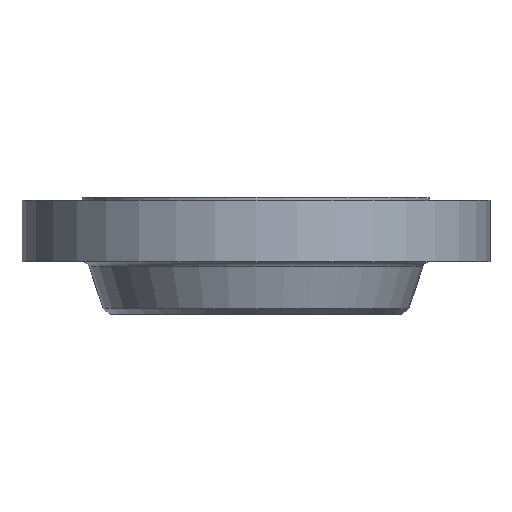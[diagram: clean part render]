
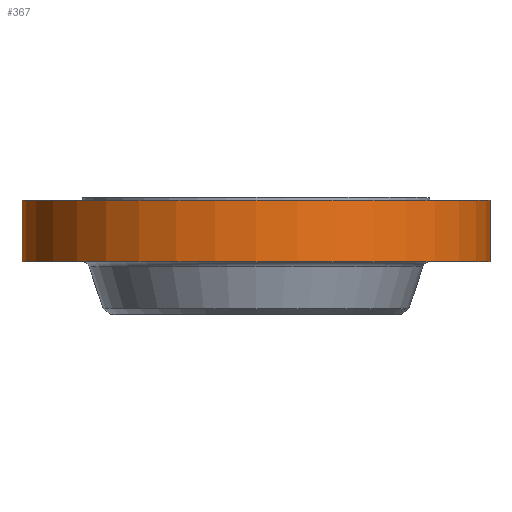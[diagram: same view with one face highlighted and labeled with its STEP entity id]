
A CAD part, front view. The second image highlights one B-rep face of the part: STEP entity #367.
In plain terms, the highlighted cylindrical face has radius 590.55 mm (diameter 1181.1 mm), a partial arc.
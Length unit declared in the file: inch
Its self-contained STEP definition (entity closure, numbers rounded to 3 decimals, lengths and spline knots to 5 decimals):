
#44 = EDGE_LOOP ( 'NONE', ( #1088, #1570, #662, #132 ) ) ;
#62 = VERTEX_POINT ( 'NONE', #1972 ) ;
#109 = EDGE_CURVE ( 'NONE', #118, #62, #1950, .T. ) ;
#118 = VERTEX_POINT ( 'NONE', #611 ) ;
#130 = VECTOR ( 'NONE', #1226, 39.37008 ) ;
#132 = ORIENTED_EDGE ( 'NONE', *, *, #109, .F. ) ;
#211 = DIRECTION ( 'NONE',  ( 0., 0., 1. ) ) ;
#234 = CYLINDRICAL_SURFACE ( 'NONE', #1266, 23.25 ) ;
#270 = CARTESIAN_POINT ( 'NONE',  ( 0., 0., -6.375 ) ) ;
#367 = ADVANCED_FACE ( 'NONE', ( #1129 ), #234, .T. ) ;
#379 = CIRCLE ( 'NONE', #891, 23.25 ) ;
#445 = CARTESIAN_POINT ( 'NONE',  ( 23.25, 0., -6.375 ) ) ;
#484 = VERTEX_POINT ( 'NONE', #867 ) ;
#611 = CARTESIAN_POINT ( 'NONE',  ( -23.25, 0., -0.25 ) ) ;
#640 = VECTOR ( 'NONE', #1798, 39.37008 ) ;
#662 = ORIENTED_EDGE ( 'NONE', *, *, #1227, .T. ) ;
#721 = EDGE_CURVE ( 'NONE', #484, #118, #1200, .T. ) ;
#753 = DIRECTION ( 'NONE',  ( 0., 0., 1. ) ) ;
#867 = CARTESIAN_POINT ( 'NONE',  ( -23.25, 0., -6.375 ) ) ;
#891 = AXIS2_PLACEMENT_3D ( 'NONE', #270, #1052, #1508 ) ;
#925 = CARTESIAN_POINT ( 'NONE',  ( 0., 0., -0.25 ) ) ;
#1052 = DIRECTION ( 'NONE',  ( 0., 0., 1. ) ) ;
#1088 = ORIENTED_EDGE ( 'NONE', *, *, #721, .F. ) ;
#1129 = FACE_OUTER_BOUND ( 'NONE', #44, .T. ) ;
#1200 = LINE ( 'NONE', #1685, #130 ) ;
#1226 = DIRECTION ( 'NONE',  ( 0., 0., 1. ) ) ;
#1227 = EDGE_CURVE ( 'NONE', #1415, #62, #1520, .T. ) ;
#1266 = AXIS2_PLACEMENT_3D ( 'NONE', #1736, #211, #1446 ) ;
#1376 = DIRECTION ( 'NONE',  ( 1., 0., 0. ) ) ;
#1415 = VERTEX_POINT ( 'NONE', #445 ) ;
#1446 = DIRECTION ( 'NONE',  ( 1., 0., 0. ) ) ;
#1508 = DIRECTION ( 'NONE',  ( 1., 0., 0. ) ) ;
#1520 = LINE ( 'NONE', #1821, #640 ) ;
#1570 = ORIENTED_EDGE ( 'NONE', *, *, #1971, .T. ) ;
#1685 = CARTESIAN_POINT ( 'NONE',  ( -23.25, 0., 0. ) ) ;
#1708 = AXIS2_PLACEMENT_3D ( 'NONE', #925, #753, #1376 ) ;
#1736 = CARTESIAN_POINT ( 'NONE',  ( 0., 0., 0. ) ) ;
#1798 = DIRECTION ( 'NONE',  ( 0., 0., 1. ) ) ;
#1821 = CARTESIAN_POINT ( 'NONE',  ( 23.25, 0., 0. ) ) ;
#1950 = CIRCLE ( 'NONE', #1708, 23.25 ) ;
#1971 = EDGE_CURVE ( 'NONE', #484, #1415, #379, .T. ) ;
#1972 = CARTESIAN_POINT ( 'NONE',  ( 23.25, 0., -0.25 ) ) ;
